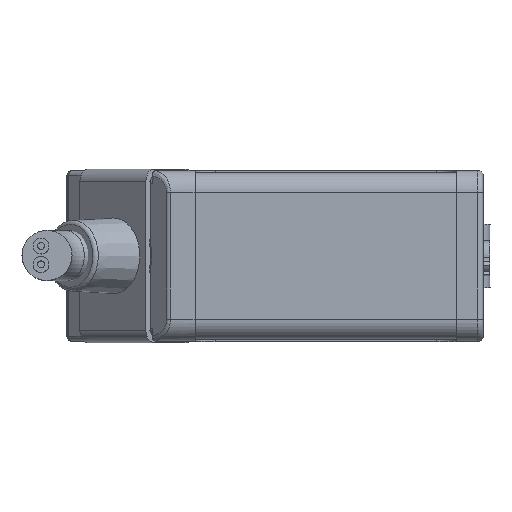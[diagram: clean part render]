
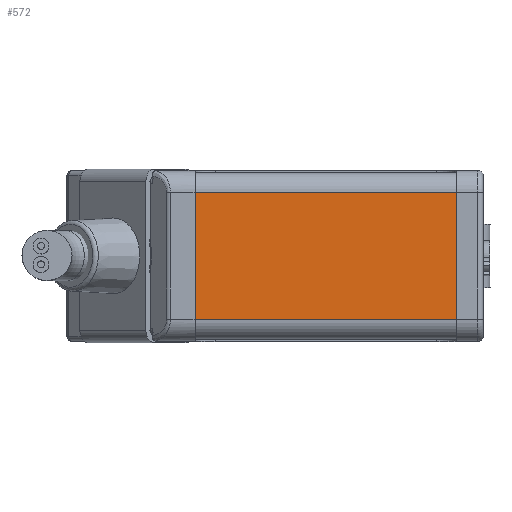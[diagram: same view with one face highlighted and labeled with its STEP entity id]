
A CAD part, top view. The second image highlights one B-rep face of the part: STEP entity #572.
In plain terms, the highlighted planar face has unit normal (0, 0, 1).
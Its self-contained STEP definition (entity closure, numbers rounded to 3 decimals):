
#572 = ADVANCED_FACE( '', ( #1225 ), #1226, .T. );
#1225 = FACE_OUTER_BOUND( '', #2063, .T. );
#1226 = PLANE( '', #2064 );
#2063 = EDGE_LOOP( '', ( #3208, #3209, #3210, #3211 ) );
#2064 = AXIS2_PLACEMENT_3D( '', #3212, #3213, #3214 );
#3208 = ORIENTED_EDGE( '', *, *, #5223, .F. );
#3209 = ORIENTED_EDGE( '', *, *, #5224, .F. );
#3210 = ORIENTED_EDGE( '', *, *, #5225, .T. );
#3211 = ORIENTED_EDGE( '', *, *, #5226, .T. );
#3212 = CARTESIAN_POINT( '', ( -3.4, 4.35, 19.85 ) );
#3213 = DIRECTION( '', ( 0., 0., 1. ) );
#3214 = DIRECTION( '', ( 1., 0., 0. ) );
#5223 = EDGE_CURVE( '', #6216, #6217, #6218, .T. );
#5224 = EDGE_CURVE( '', #6219, #6216, #6220, .T. );
#5225 = EDGE_CURVE( '', #6219, #6221, #6222, .T. );
#5226 = EDGE_CURVE( '', #6221, #6217, #6223, .T. );
#6216 = VERTEX_POINT( '', #7551 );
#6217 = VERTEX_POINT( '', #7552 );
#6218 = LINE( '', #7553, #7554 );
#6219 = VERTEX_POINT( '', #7555 );
#6220 = LINE( '', #7556, #7557 );
#6221 = VERTEX_POINT( '', #7558 );
#6222 = LINE( '', #7559, #7560 );
#6223 = LINE( '', #7561, #7562 );
#7551 = CARTESIAN_POINT( '', ( 13.602, 4.75, 19.85 ) );
#7552 = CARTESIAN_POINT( '', ( 13.602, -4.75, 19.85 ) );
#7553 = CARTESIAN_POINT( '', ( 13.602, 4.25, 19.85 ) );
#7554 = VECTOR( '', #9045, 1000. );
#7555 = CARTESIAN_POINT( '', ( -6., 4.75, 19.85 ) );
#7556 = CARTESIAN_POINT( '', ( -3.4, 4.75, 19.85 ) );
#7557 = VECTOR( '', #9046, 1000. );
#7558 = CARTESIAN_POINT( '', ( -6., -4.75, 19.85 ) );
#7559 = CARTESIAN_POINT( '', ( -6., 4.35, 19.85 ) );
#7560 = VECTOR( '', #9047, 1000. );
#7561 = CARTESIAN_POINT( '', ( -3.4, -4.75, 19.85 ) );
#7562 = VECTOR( '', #9048, 1000. );
#9045 = DIRECTION( '', ( 0., -1., 0. ) );
#9046 = DIRECTION( '', ( 1., 0., 0. ) );
#9047 = DIRECTION( '', ( 0., -1., 0. ) );
#9048 = DIRECTION( '', ( 1., 0., 0. ) );
